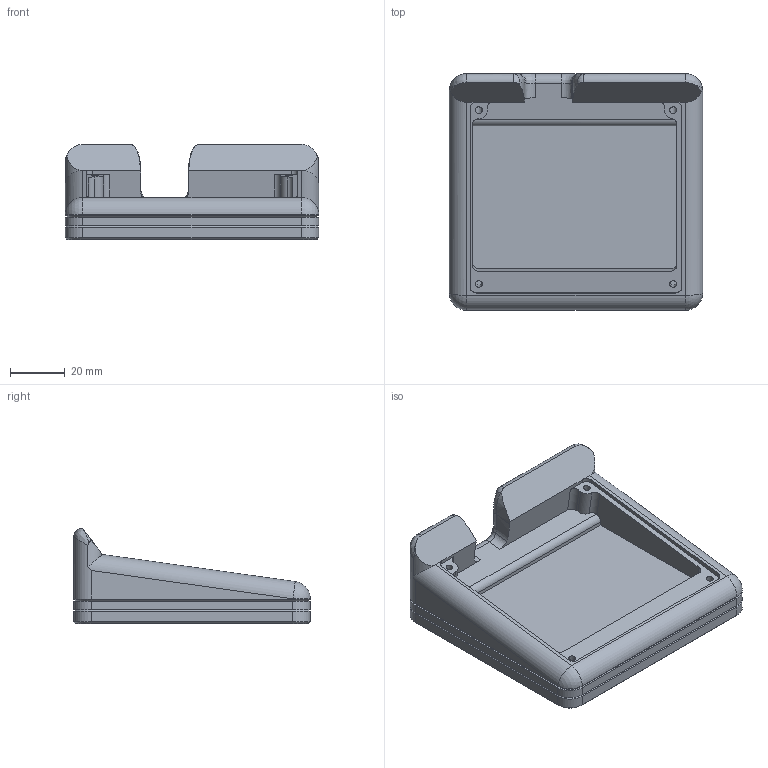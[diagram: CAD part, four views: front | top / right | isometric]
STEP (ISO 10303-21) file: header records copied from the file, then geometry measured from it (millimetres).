
FILE_DESCRIPTION(/* description */ ('STEP AP242','CAx-IF Rec.Pracs.---Representation and Presentation of Product Manufacturing Information (PMI)---4.0---2014-10-13','CAx-IF Rec.Pracs.---3D Tessellated Geometry---0.4---2014-09-14','2;1'),/* implementation_level */ '2;1');
FILE_NAME(/* name */ '61fcfed0f6eabb2984561fb9',/* time_stamp */ '2022-02-04T10:24:17+00:00',/* author */ (''),/* organization */ (''),/* preprocessor_version */ 'ST-DEVELOPER v18.101',/* originating_system */ ' ',/* authorisation */ ' ');
FILE_SCHEMA (('AP242_MANAGED_MODEL_BASED_3D_ENGINEERING_MIM_LF { 1 0 10303 442 1 1 4 }'));
Length unit declared in the file: metre
Products named in the file (3): Base Plate; Acrylic; Angled Stand
Bounding box: 92.75 x 86.51 x 34.85 mm (x, y, z)
Volume: 107211.5 mm3; surface area: 50947.4 mm2
Topology: 3 solids, 3 shells, 181 faces, 458 edges, 286 vertices
Faces by surface type: cylinder 67, plane 66, cone 24, bspline 22, sphere 2
Full cylindrical faces by diameter (mm): 2.261 x4, 2.5 x4, 3.264 x8, 5.556 x4, 10.16 x4
Entity records: 6616 total; most frequent: CARTESIAN_POINT 2480, DIRECTION 820, ORIENTED_EDGE 788, EDGE_CURVE 394, AXIS2_PLACEMENT_3D 314, VERTEX_POINT 270, FACE_BOUND 266, EDGE_LOOP 262
